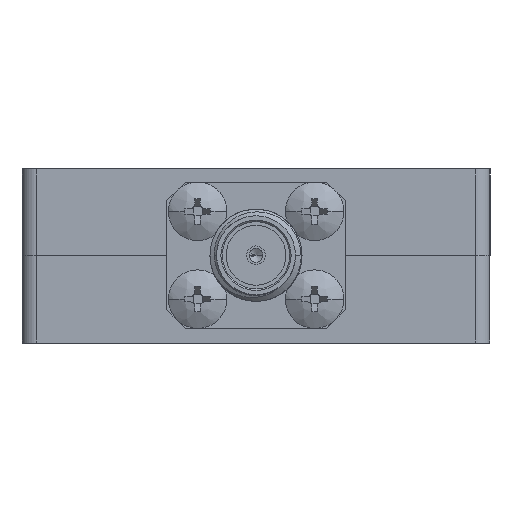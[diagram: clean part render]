
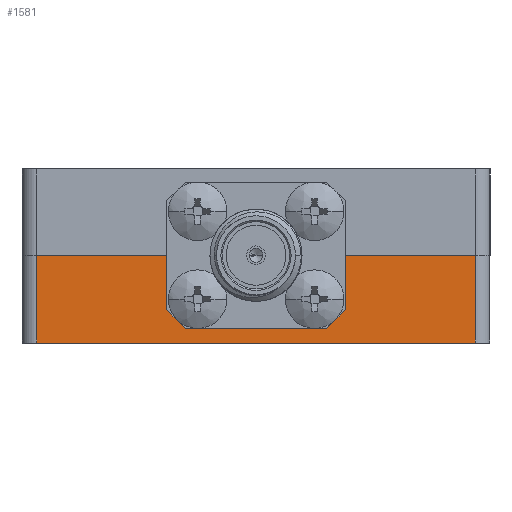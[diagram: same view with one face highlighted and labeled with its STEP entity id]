
A CAD part, left-side view. The second image highlights one B-rep face of the part: STEP entity #1581.
In plain terms, the highlighted planar face has unit normal (-1, 0, 0).
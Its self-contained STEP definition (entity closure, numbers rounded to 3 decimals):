
#221 = CARTESIAN_POINT ( 'NONE',  ( -67.192, 43.458, -6.7 ) ) ;
#362 = DIRECTION ( 'NONE',  ( 0., -1., 0. ) ) ;
#712 = CARTESIAN_POINT ( 'NONE',  ( -67.192, 42.45, -9.9 ) ) ;
#783 = CARTESIAN_POINT ( 'NONE',  ( -67.192, 61.458, -5.9 ) ) ;
#1498 = DIRECTION ( 'NONE',  ( 0., 1., 0. ) ) ;
#1581 = ADVANCED_FACE ( 'NONE', ( #24369, #24975, #20439 ), #43582, .T. ) ;
#1624 = VECTOR ( 'NONE', #25155, 1000. ) ;
#1754 = EDGE_CURVE ( 'NONE', #26115, #53226, #26085, .T. ) ;
#1780 = VERTEX_POINT ( 'NONE', #39917 ) ;
#1878 = VERTEX_POINT ( 'NONE', #27857 ) ;
#2427 = CARTESIAN_POINT ( 'NONE',  ( -67.192, 31.458, -1.9 ) ) ;
#3529 = VECTOR ( 'NONE', #45008, 1000. ) ;
#3544 = VERTEX_POINT ( 'NONE', #42358 ) ;
#3924 = DIRECTION ( 'NONE',  ( 0., 1., 0. ) ) ;
#3958 = VERTEX_POINT ( 'NONE', #221 ) ;
#4822 = LINE ( 'NONE', #51083, #16310 ) ;
#5956 = CARTESIAN_POINT ( 'NONE',  ( -67.192, 61.458, -5.9 ) ) ;
#10108 = EDGE_LOOP ( 'NONE', ( #48183, #50520 ) ) ;
#10891 = DIRECTION ( 'NONE',  ( 0., 0., -1. ) ) ;
#11829 = VERTEX_POINT ( 'NONE', #38114 ) ;
#12826 = DIRECTION ( 'NONE',  ( 0., -1., 0. ) ) ;
#14724 = LINE ( 'NONE', #24043, #19312 ) ;
#14786 = VERTEX_POINT ( 'NONE', #46854 ) ;
#14825 = LINE ( 'NONE', #23844, #48822 ) ;
#16310 = VECTOR ( 'NONE', #23420, 1000. ) ;
#16431 = ORIENTED_EDGE ( 'NONE', *, *, #19454, .F. ) ;
#16542 = AXIS2_PLACEMENT_3D ( 'NONE', #34070, #29556, #47893 ) ;
#16819 = ORIENTED_EDGE ( 'NONE', *, *, #19620, .T. ) ;
#17041 = VECTOR ( 'NONE', #55791, 1000. ) ;
#17095 = EDGE_LOOP ( 'NONE', ( #16431, #23575 ) ) ;
#17313 = ORIENTED_EDGE ( 'NONE', *, *, #29958, .T. ) ;
#17493 = CIRCLE ( 'NONE', #16542, 1. ) ;
#17756 = ORIENTED_EDGE ( 'NONE', *, *, #53409, .F. ) ;
#18505 = LINE ( 'NONE', #45860, #35590 ) ;
#19119 = CARTESIAN_POINT ( 'NONE',  ( -67.192, 31.458, -1.9 ) ) ;
#19312 = VECTOR ( 'NONE', #1498, 1000. ) ;
#19454 = EDGE_CURVE ( 'NONE', #11829, #3544, #25912, .T. ) ;
#19620 = EDGE_CURVE ( 'NONE', #58935, #26115, #4822, .T. ) ;
#20197 = AXIS2_PLACEMENT_3D ( 'NONE', #26958, #40186, #12826 ) ;
#20439 = FACE_BOUND ( 'NONE', #10108, .T. ) ;
#20484 = CARTESIAN_POINT ( 'NONE',  ( -67.192, 49.458, -6.7 ) ) ;
#20576 = LINE ( 'NONE', #34425, #27999 ) ;
#20861 = EDGE_CURVE ( 'NONE', #14786, #1878, #14724, .T. ) ;
#21562 = ORIENTED_EDGE ( 'NONE', *, *, #23042, .T. ) ;
#23042 = EDGE_CURVE ( 'NONE', #3958, #44558, #42995, .T. ) ;
#23084 = CIRCLE ( 'NONE', #20197, 1. ) ;
#23420 = DIRECTION ( 'NONE',  ( 0., 1., 0. ) ) ;
#23575 = ORIENTED_EDGE ( 'NONE', *, *, #24455, .F. ) ;
#23844 = CARTESIAN_POINT ( 'NONE',  ( -67.192, 49.458, -6.7 ) ) ;
#24043 = CARTESIAN_POINT ( 'NONE',  ( -67.192, 31.458, -11.9 ) ) ;
#24220 = LINE ( 'NONE', #19119, #17041 ) ;
#24369 = FACE_OUTER_BOUND ( 'NONE', #43964, .T. ) ;
#24455 = EDGE_CURVE ( 'NONE', #3544, #11829, #17493, .T. ) ;
#24975 = FACE_BOUND ( 'NONE', #17095, .T. ) ;
#25155 = DIRECTION ( 'NONE',  ( 0., 1., 0. ) ) ;
#25568 = ORIENTED_EDGE ( 'NONE', *, *, #20861, .F. ) ;
#25598 = AXIS2_PLACEMENT_3D ( 'NONE', #2427, #48395, #29477 ) ;
#25912 = CIRCLE ( 'NONE', #44147, 1. ) ;
#26085 = LINE ( 'NONE', #57666, #3529 ) ;
#26115 = VERTEX_POINT ( 'NONE', #32769 ) ;
#26958 = CARTESIAN_POINT ( 'NONE',  ( -67.192, 42.45, -8.9 ) ) ;
#27857 = CARTESIAN_POINT ( 'NONE',  ( -67.192, 61.458, -11.9 ) ) ;
#27902 = ORIENTED_EDGE ( 'NONE', *, *, #48797, .F. ) ;
#27999 = VECTOR ( 'NONE', #52735, 1000. ) ;
#29477 = DIRECTION ( 'NONE',  ( 0., 1., 0. ) ) ;
#29556 = DIRECTION ( 'NONE',  ( -1., 0., 0. ) ) ;
#29958 = EDGE_CURVE ( 'NONE', #52929, #57662, #38107, .T. ) ;
#29963 = CARTESIAN_POINT ( 'NONE',  ( -67.192, 42.45, -7.9 ) ) ;
#32769 = CARTESIAN_POINT ( 'NONE',  ( -67.192, 51.558, -5.9 ) ) ;
#32807 = CARTESIAN_POINT ( 'NONE',  ( -67.192, 42.458, -6.7 ) ) ;
#33138 = VECTOR ( 'NONE', #3924, 1000. ) ;
#34070 = CARTESIAN_POINT ( 'NONE',  ( -67.192, 50.45, -8.9 ) ) ;
#34425 = CARTESIAN_POINT ( 'NONE',  ( -67.192, 43.458, -6.7 ) ) ;
#34562 = ORIENTED_EDGE ( 'NONE', *, *, #43970, .T. ) ;
#35202 = EDGE_CURVE ( 'NONE', #46822, #37762, #56662, .T. ) ;
#35590 = VECTOR ( 'NONE', #37156, 1000. ) ;
#36750 = DIRECTION ( 'NONE',  ( -1., 0., 0. ) ) ;
#37048 = CARTESIAN_POINT ( 'NONE',  ( -67.192, 42.45, -8.9 ) ) ;
#37156 = DIRECTION ( 'NONE',  ( 0., 0., -1. ) ) ;
#37762 = VERTEX_POINT ( 'NONE', #29963 ) ;
#38107 = LINE ( 'NONE', #5956, #1624 ) ;
#38114 = CARTESIAN_POINT ( 'NONE',  ( -67.192, 50.45, -7.9 ) ) ;
#38205 = DIRECTION ( 'NONE',  ( 0., 1., 0. ) ) ;
#38339 = ORIENTED_EDGE ( 'NONE', *, *, #38968, .F. ) ;
#38800 = VECTOR ( 'NONE', #38205, 1000. ) ;
#38968 = EDGE_CURVE ( 'NONE', #1780, #14786, #24220, .T. ) ;
#39003 = CARTESIAN_POINT ( 'NONE',  ( -67.192, 41.358, -5.9 ) ) ;
#39705 = DIRECTION ( 'NONE',  ( -1., 0., 0. ) ) ;
#39917 = CARTESIAN_POINT ( 'NONE',  ( -67.192, 31.458, -5.9 ) ) ;
#40148 = CARTESIAN_POINT ( 'NONE',  ( -67.192, 43.458, -5.9 ) ) ;
#40186 = DIRECTION ( 'NONE',  ( -1., 0., 0. ) ) ;
#41180 = ORIENTED_EDGE ( 'NONE', *, *, #1754, .T. ) ;
#42358 = CARTESIAN_POINT ( 'NONE',  ( -67.192, 50.45, -9.9 ) ) ;
#42995 = LINE ( 'NONE', #32807, #38800 ) ;
#43582 = PLANE ( 'NONE',  #25598 ) ;
#43964 = EDGE_LOOP ( 'NONE', ( #16819, #41180, #34562, #25568, #38339, #47533, #17313, #17756, #21562, #27902 ) ) ;
#43970 = EDGE_CURVE ( 'NONE', #53226, #1878, #18505, .T. ) ;
#44147 = AXIS2_PLACEMENT_3D ( 'NONE', #59239, #39705, #45385 ) ;
#44558 = VERTEX_POINT ( 'NONE', #20484 ) ;
#45008 = DIRECTION ( 'NONE',  ( 0., 1., 0. ) ) ;
#45385 = DIRECTION ( 'NONE',  ( 0., -1., 0. ) ) ;
#45860 = CARTESIAN_POINT ( 'NONE',  ( -67.192, 61.458, -1.9 ) ) ;
#46822 = VERTEX_POINT ( 'NONE', #712 ) ;
#46854 = CARTESIAN_POINT ( 'NONE',  ( -67.192, 31.458, -11.9 ) ) ;
#47533 = ORIENTED_EDGE ( 'NONE', *, *, #56913, .T. ) ;
#47893 = DIRECTION ( 'NONE',  ( 0., -1., 0. ) ) ;
#48183 = ORIENTED_EDGE ( 'NONE', *, *, #51860, .F. ) ;
#48395 = DIRECTION ( 'NONE',  ( -1., 0., 0. ) ) ;
#48690 = CARTESIAN_POINT ( 'NONE',  ( -67.192, 61.458, -5.9 ) ) ;
#48797 = EDGE_CURVE ( 'NONE', #58935, #44558, #14825, .T. ) ;
#48822 = VECTOR ( 'NONE', #10891, 1000. ) ;
#49203 = CARTESIAN_POINT ( 'NONE',  ( -67.192, 49.458, -5.9 ) ) ;
#50520 = ORIENTED_EDGE ( 'NONE', *, *, #35202, .F. ) ;
#51083 = CARTESIAN_POINT ( 'NONE',  ( -67.192, 61.458, -5.9 ) ) ;
#51860 = EDGE_CURVE ( 'NONE', #37762, #46822, #23084, .T. ) ;
#52735 = DIRECTION ( 'NONE',  ( 0., 0., 1. ) ) ;
#52929 = VERTEX_POINT ( 'NONE', #39003 ) ;
#53226 = VERTEX_POINT ( 'NONE', #783 ) ;
#53409 = EDGE_CURVE ( 'NONE', #3958, #57662, #20576, .T. ) ;
#54401 = LINE ( 'NONE', #48690, #33138 ) ;
#55716 = AXIS2_PLACEMENT_3D ( 'NONE', #37048, #36750, #362 ) ;
#55791 = DIRECTION ( 'NONE',  ( 0., 0., -1. ) ) ;
#56662 = CIRCLE ( 'NONE', #55716, 1. ) ;
#56913 = EDGE_CURVE ( 'NONE', #1780, #52929, #54401, .T. ) ;
#57662 = VERTEX_POINT ( 'NONE', #40148 ) ;
#57666 = CARTESIAN_POINT ( 'NONE',  ( -67.192, 61.458, -5.9 ) ) ;
#58935 = VERTEX_POINT ( 'NONE', #49203 ) ;
#59239 = CARTESIAN_POINT ( 'NONE',  ( -67.192, 50.45, -8.9 ) ) ;
